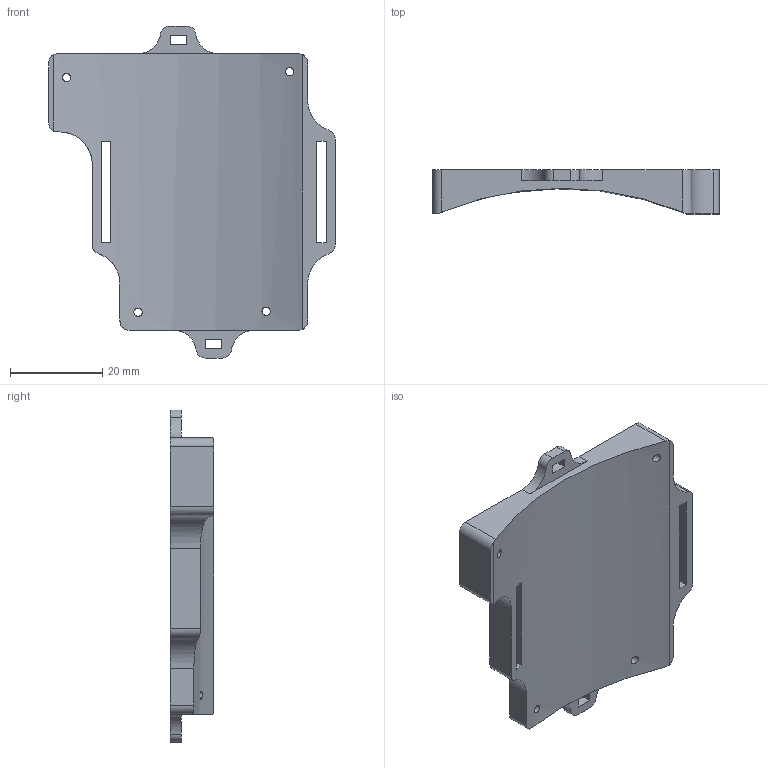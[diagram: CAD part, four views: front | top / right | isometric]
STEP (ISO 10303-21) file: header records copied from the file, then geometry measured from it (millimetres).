
FILE_DESCRIPTION(/* description */ (''),/* implementation_level */ '2;1');
FILE_NAME(/* name */ 'ECM-Base.stp',/* time_stamp */ '2024-08-01T19:56:42+01:00',/* author */ ('thiba'),/* organization */ (''),/* preprocessor_version */ 'ST-DEVELOPER v20',/* originating_system */ 'Autodesk Inventor 2025',/* authorisation */ '');
FILE_SCHEMA (('AUTOMOTIVE_DESIGN { 1 0 10303 214 3 1 1 }'));
Length unit declared in the file: millimetre
Products named in the file (1): ECM-Base
Bounding box: 62.06 x 9.5 x 71.87 mm (x, y, z)
Volume: 17332.7 mm3; surface area: 8743.7 mm2
Topology: 1 solids, 1 shells, 57 faces, 165 edges, 110 vertices
Faces by surface type: plane 32, cylinder 25
Full cylindrical faces by diameter (mm): 1.8 x4
Entity records: 2123 total; most frequent: CARTESIAN_POINT 521, ORIENTED_EDGE 330, DIRECTION 314, EDGE_CURVE 165, VERTEX_POINT 110, LINE 108, VECTOR 108, AXIS2_PLACEMENT_3D 103
